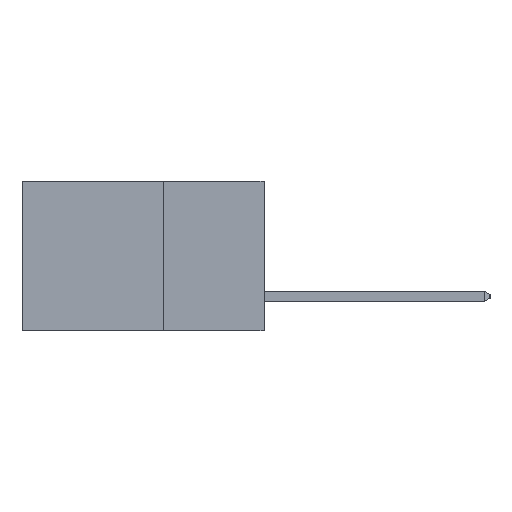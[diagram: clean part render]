
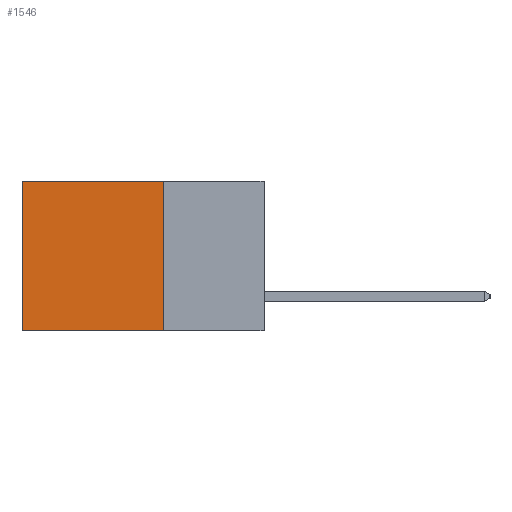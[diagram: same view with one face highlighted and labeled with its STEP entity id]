
A CAD part, left-side view. The second image highlights one B-rep face of the part: STEP entity #1546.
In plain terms, the highlighted planar face has unit normal (-1, 0, 0).
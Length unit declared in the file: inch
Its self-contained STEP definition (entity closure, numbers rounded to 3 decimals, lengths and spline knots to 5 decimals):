
#346 = LINE ( 'NONE', #12273, #8166 ) ;
#811 = VERTEX_POINT ( 'NONE', #7153 ) ;
#980 = VERTEX_POINT ( 'NONE', #19414 ) ;
#1546 = ADVANCED_FACE ( 'NONE', ( #2341 ), #8771, .F. ) ;
#2341 = FACE_OUTER_BOUND ( 'NONE', #16699, .T. ) ;
#3209 = DIRECTION ( 'NONE',  ( 0., 0., -1. ) ) ;
#3222 = AXIS2_PLACEMENT_3D ( 'NONE', #14657, #3250, #3209 ) ;
#3250 = DIRECTION ( 'NONE',  ( 1., 0., 0. ) ) ;
#4188 = ORIENTED_EDGE ( 'NONE', *, *, #8988, .F. ) ;
#4232 = VECTOR ( 'NONE', #13715, 39.37008 ) ;
#4468 = LINE ( 'NONE', #18385, #15859 ) ;
#4820 = VERTEX_POINT ( 'NONE', #10499 ) ;
#7153 = CARTESIAN_POINT ( 'NONE',  ( 0.2615, 0.25, 0. ) ) ;
#7313 = VECTOR ( 'NONE', #11477, 39.37008 ) ;
#7384 = ORIENTED_EDGE ( 'NONE', *, *, #19425, .T. ) ;
#7444 = EDGE_CURVE ( 'NONE', #811, #18438, #346, .T. ) ;
#8166 = VECTOR ( 'NONE', #12228, 39.37008 ) ;
#8771 = PLANE ( 'NONE',  #3222 ) ;
#8988 = EDGE_CURVE ( 'NONE', #811, #980, #4468, .T. ) ;
#9085 = CARTESIAN_POINT ( 'NONE',  ( 0.2615, 0.25, -0.37 ) ) ;
#10499 = CARTESIAN_POINT ( 'NONE',  ( 0.2615, 0.6, -0.37 ) ) ;
#11477 = DIRECTION ( 'NONE',  ( 0., 0., -1. ) ) ;
#11913 = LINE ( 'NONE', #14548, #7313 ) ;
#12228 = DIRECTION ( 'NONE',  ( 0., 1., 0. ) ) ;
#12273 = CARTESIAN_POINT ( 'NONE',  ( 0.2615, 0.25, 0. ) ) ;
#13715 = DIRECTION ( 'NONE',  ( 0., 1., 0. ) ) ;
#14077 = ORIENTED_EDGE ( 'NONE', *, *, #17926, .F. ) ;
#14548 = CARTESIAN_POINT ( 'NONE',  ( 0.2615, 0.6, -0.37 ) ) ;
#14657 = CARTESIAN_POINT ( 'NONE',  ( 0.2615, 0.25, -0.37 ) ) ;
#15679 = ORIENTED_EDGE ( 'NONE', *, *, #7444, .T. ) ;
#15859 = VECTOR ( 'NONE', #19817, 39.37008 ) ;
#16566 = LINE ( 'NONE', #9085, #4232 ) ;
#16699 = EDGE_LOOP ( 'NONE', ( #7384, #14077, #4188, #15679 ) ) ;
#17926 = EDGE_CURVE ( 'NONE', #980, #4820, #16566, .T. ) ;
#17932 = CARTESIAN_POINT ( 'NONE',  ( 0.2615, 0.6, 0. ) ) ;
#18385 = CARTESIAN_POINT ( 'NONE',  ( 0.2615, 0.25, -0.37 ) ) ;
#18438 = VERTEX_POINT ( 'NONE', #17932 ) ;
#19414 = CARTESIAN_POINT ( 'NONE',  ( 0.2615, 0.25, -0.37 ) ) ;
#19425 = EDGE_CURVE ( 'NONE', #18438, #4820, #11913, .T. ) ;
#19817 = DIRECTION ( 'NONE',  ( 0., 0., -1. ) ) ;
